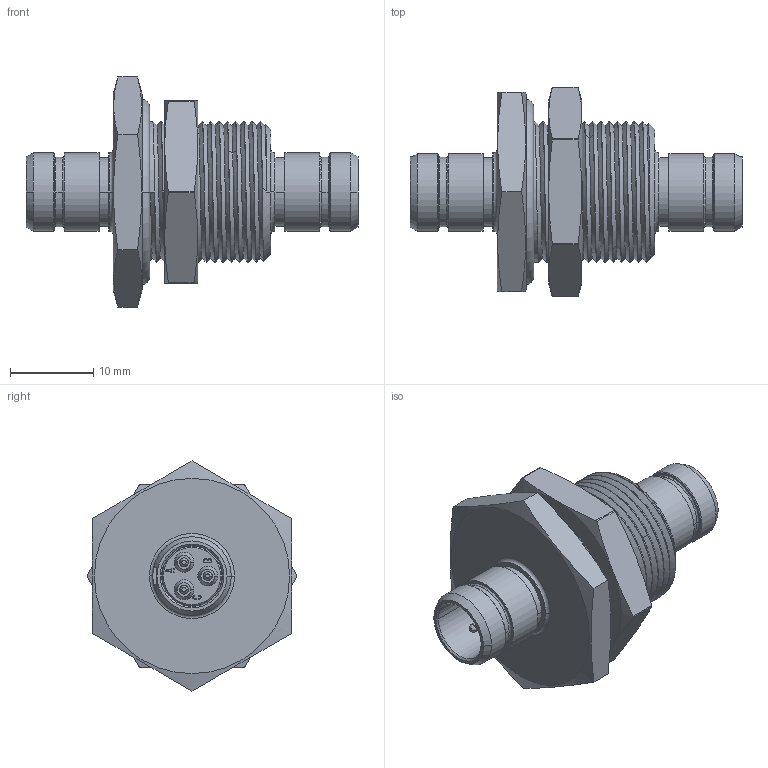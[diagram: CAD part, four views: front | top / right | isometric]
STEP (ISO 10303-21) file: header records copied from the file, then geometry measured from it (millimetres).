
FILE_DESCRIPTION((''),'2;1');
FILE_NAME('1332EE003MF','2022-01-10T12:32:07',('cgregory'),('NET AG system integration'),'CREO PARAMETRIC BY PTC INC, 2019292','CREO PARAMETRIC BY PTC INC, 2019292','');
FILE_SCHEMA(('AUTOMOTIVE_DESIGN { 1 0 10303 214 1 1 1 1 }'));
Length unit declared in the file: millimetre
Products named in the file (1): 1332EE003MF
Bounding box: 40 x 25.3 x 27.71 mm (x, y, z)
Volume: 6592.5 mm3; surface area: 5969.5 mm2
Topology: 2 solids, 2 shells, 556 faces, 1421 edges, 901 vertices
Faces by surface type: plane 298, cylinder 102, torus 70, cone 62, bspline 24
Entity records: 27733 total; most frequent: CARTESIAN_POINT 10812, ORIENTED_EDGE 2830, DIRECTION 2730, EDGE_CURVE 1415, AXIS2_PLACEMENT_3D 947, VERTEX_POINT 901, VECTOR 833, LINE 833
